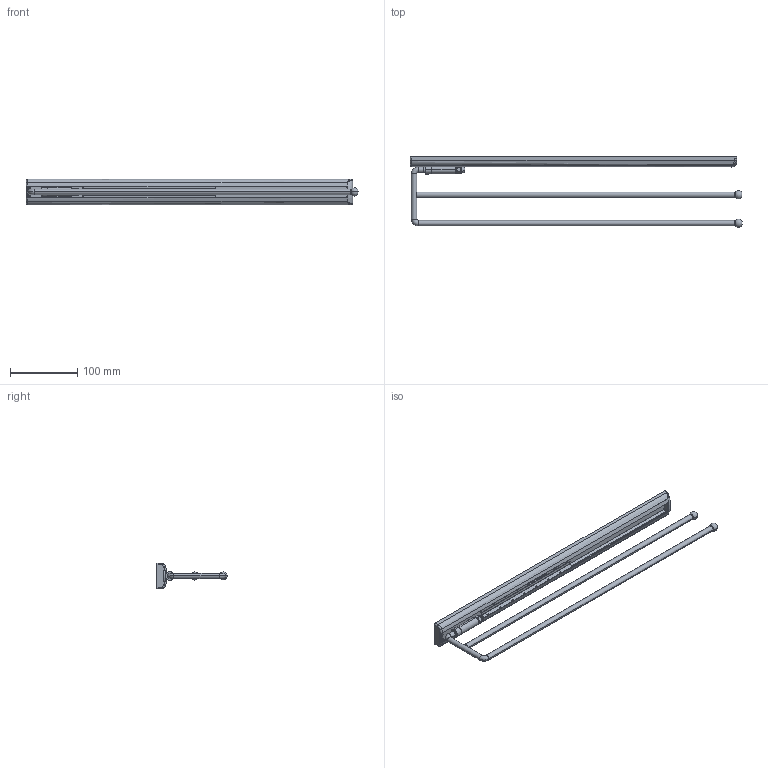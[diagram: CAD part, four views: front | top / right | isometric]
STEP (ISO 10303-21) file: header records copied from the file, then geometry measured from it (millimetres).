
FILE_DESCRIPTION(/* description */ (''),/* implementation_level */ '2;1');
FILE_NAME(/* name */ '3D_600-0006-XX.sat.ipt.stp',/* time_stamp */ '2023-08-28T09:36:14+02:00',/* author */ (''),/* organization */ (''),/* preprocessor_version */ 'ST-DEVELOPER v18.1',/* originating_system */ 'Autodesk Inventor 2021',/* authorisation */ '');
FILE_SCHEMA (('CONFIG_CONTROL_DESIGN'));
Length unit declared in the file: millimetre
Products named in the file (1): 3D_600-0006-XX.sat
Bounding box: 492 x 104.28 x 38.5 mm (x, y, z)
Surface area: 151746.1 mm2 (no closed solid volume)
Topology: 0 solids, 599 shells, 599 faces, 3014 edges, 3011 vertices
Faces by surface type: plane 295, bspline 270, torus 26, sphere 6, cylinder 2
Entity records: 41549 total; most frequent: CARTESIAN_POINT 17575, DIRECTION 4418, ORIENTED_EDGE 3012, VERTEX_POINT 3011, EDGE_CURVE 3011, LINE 1948, VECTOR 1948, AXIS2_PLACEMENT_3D 1235
